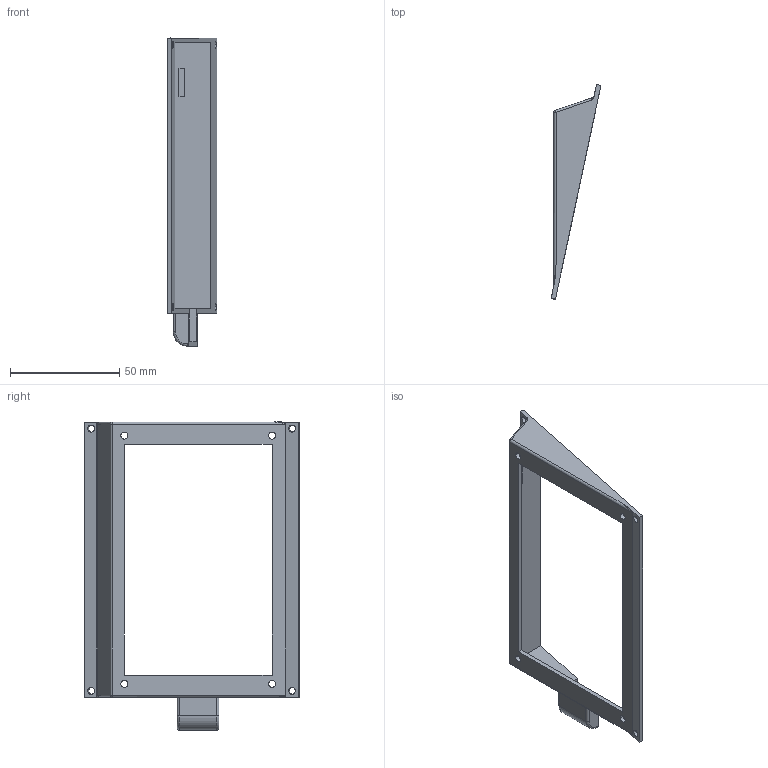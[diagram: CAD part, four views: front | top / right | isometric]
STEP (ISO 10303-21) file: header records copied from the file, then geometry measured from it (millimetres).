
FILE_DESCRIPTION(('CATIA V5 STEP Exchange'),'2;1');
FILE_NAME('EL_04013 (Screen support).stp','2022-02-16T16:49:48+00:00',('none'),('none'),'CATIA Version 5 Release 19 SP 2 (IN-10)','CATIA V5 STEP AP203','none');
FILE_SCHEMA(('CONFIG_CONTROL_DESIGN'));
Length unit declared in the file: millimetre
Products named in the file (1): ecran_support
Bounding box: 22.75 x 98.23 x 141.07 mm (x, y, z)
Volume: 24484.9 mm3; surface area: 19449.8 mm2
Topology: 1 solids, 1 shells, 68 faces, 180 edges, 114 vertices
Faces by surface type: plane 31, cylinder 29, bspline 4, sphere 2, torus 2
Entity records: 2650 total; most frequent: CARTESIAN_POINT 989, ORIENTED_EDGE 356, DIRECTION 269, EDGE_CURVE 178, VERTEX_POINT 114, VECTOR 109, LINE 109, AXIS2_PLACEMENT_3D 106
